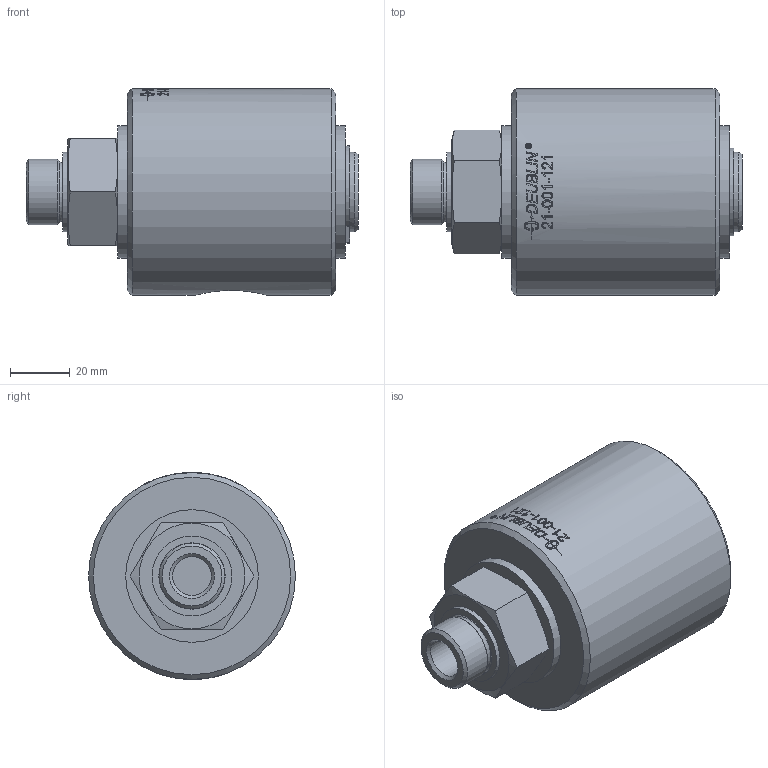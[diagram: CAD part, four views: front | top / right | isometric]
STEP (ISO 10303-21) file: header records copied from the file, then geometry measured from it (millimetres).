
FILE_DESCRIPTION(/* description */ (''),/* implementation_level */ '2;1');
FILE_NAME(/* name */ '21-001-121-IC.stp',/* time_stamp */ '2020-05-19T09:11:17-05:00',/* author */ ('Moorera'),/* organization */ ('DEUBLIN'),/* preprocessor_version */ 'ST-DEVELOPER v18.1',/* originating_system */ 'Autodesk Inventor 2020',/* authorisation */ '');
FILE_SCHEMA (('AUTOMOTIVE_DESIGN { 1 0 10303 214 3 1 1 }'));
Length unit declared in the file: millimetre
Products named in the file (1): 21-001-121-IC
Bounding box: 111.3 x 69.35 x 69.35 mm (x, y, z)
Volume: 290850 mm3; surface area: 29884.8 mm2
Topology: 1 solids, 1 shells, 369 faces, 996 edges, 665 vertices
Faces by surface type: bspline 195, plane 108, cylinder 51, cone 14, torus 1
Full cylindrical faces by diameter (mm): 1.981 x2, 3.3 x1, 13 x1, 17.475 x1, 22 x1, 22.2 x1, 25.4 x1, 26.75 x1, 26.8 x1, 44.45 x2, 69.35 x1
Entity records: 16313 total; most frequent: CARTESIAN_POINT 7569, ORIENTED_EDGE 1990, DIRECTION 1462, EDGE_CURVE 995, VERTEX_POINT 665, AXIS2_PLACEMENT_3D 528, EDGE_LOOP 410, LINE 406
